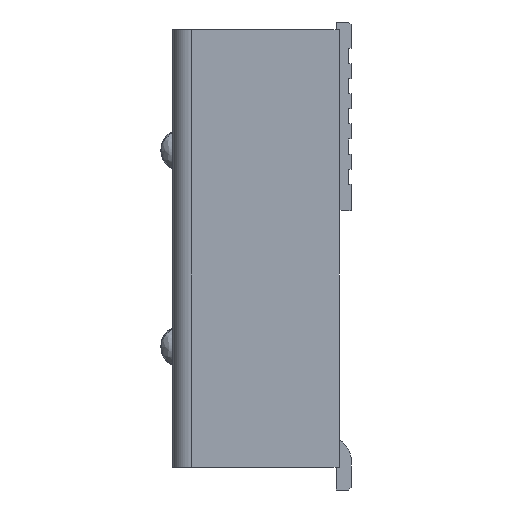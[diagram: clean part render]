
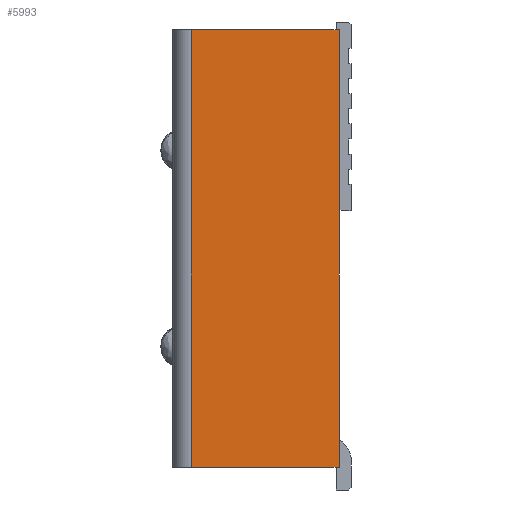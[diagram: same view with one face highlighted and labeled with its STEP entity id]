
A CAD part, left-side view. The second image highlights one B-rep face of the part: STEP entity #5993.
In plain terms, the highlighted free-form (B-spline) face has degree [1, 1] with [2, 2] control points.
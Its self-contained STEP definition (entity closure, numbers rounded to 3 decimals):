
#5538=CARTESIAN_POINT('',(-61.85,-2.4,29.0));
#5539=VERTEX_POINT('',#5538);
#5553=CARTESIAN_POINT('',(-61.85,-22.0,29.0));
#5554=VERTEX_POINT('',#5553);
#5555=CARTESIAN_POINT('',(-61.85,-2.4,29.0));
#5556=CARTESIAN_POINT('',(-61.85,-22.0,29.0));
#5557=QUASI_UNIFORM_CURVE('',1,(#5555,#5556),.UNSPECIFIED.,.F.,.U.);
#5558=EDGE_CURVE('',#5539,#5554,#5557,.T.);
#5662=CARTESIAN_POINT('',(-61.85,-2.4,-29.0));
#5663=VERTEX_POINT('',#5662);
#5764=CARTESIAN_POINT('',(-61.85,-22.0,-29.0));
#5765=VERTEX_POINT('',#5764);
#5771=CARTESIAN_POINT('',(-61.85,-2.4,-29.0));
#5772=CARTESIAN_POINT('',(-61.85,-22.0,-29.0));
#5773=QUASI_UNIFORM_CURVE('',1,(#5771,#5772),.UNSPECIFIED.,.F.,.U.);
#5774=EDGE_CURVE('',#5663,#5765,#5773,.T.);
#5968=CARTESIAN_POINT('',(-61.85,-22.0,-29.0));
#5969=CARTESIAN_POINT('',(-61.85,-22.0,29.0));
#5970=QUASI_UNIFORM_CURVE('',1,(#5968,#5969),.UNSPECIFIED.,.F.,.U.);
#5971=EDGE_CURVE('',#5765,#5554,#5970,.T.);
#5978=CARTESIAN_POINT('',(-61.85,-22.979,-31.897));
#5979=CARTESIAN_POINT('',(-61.85,-22.979,31.897));
#5980=CARTESIAN_POINT('',(-61.85,-1.421,-31.897));
#5981=CARTESIAN_POINT('',(-61.85,-1.421,31.897));
#5982=B_SPLINE_SURFACE_WITH_KNOTS('',1,1,((#5978,#5980),(#5979,#5981)),.UNSPECIFIED.,.F.,.F.,.U.,(2,2),(2,2),(0.0,63.794),(0.0,21.558),.UNSPECIFIED.);
#5983=ORIENTED_EDGE('',*,*,#5558,.F.);
#5984=CARTESIAN_POINT('',(-61.85,-2.4,-29.0));
#5985=CARTESIAN_POINT('',(-61.85,-2.4,29.0));
#5986=QUASI_UNIFORM_CURVE('',1,(#5984,#5985),.UNSPECIFIED.,.F.,.U.);
#5987=EDGE_CURVE('',#5663,#5539,#5986,.T.);
#5988=ORIENTED_EDGE('',*,*,#5987,.F.);
#5989=ORIENTED_EDGE('',*,*,#5774,.T.);
#5990=ORIENTED_EDGE('',*,*,#5971,.T.);
#5991=EDGE_LOOP('',(#5983,#5988,#5989,#5990));
#5992=FACE_OUTER_BOUND('',#5991,.T.);
#5993=ADVANCED_FACE('',(#5992),#5982,.T.);
